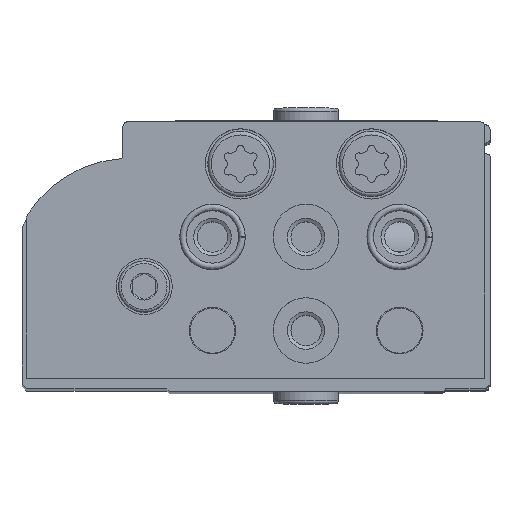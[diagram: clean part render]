
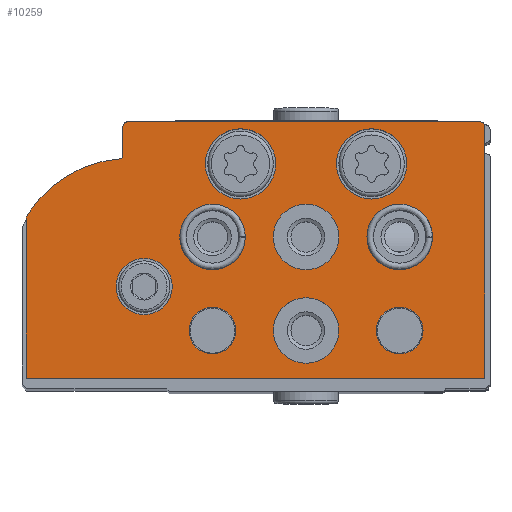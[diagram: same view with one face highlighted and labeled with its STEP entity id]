
A CAD part, top view. The second image highlights one B-rep face of the part: STEP entity #10259.
In plain terms, the highlighted face is planar.
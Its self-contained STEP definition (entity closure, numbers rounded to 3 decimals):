
#309=PLANE('',#11549);
#874=CIRCLE('',#11535,0.5);
#875=CIRCLE('',#11540,1.);
#876=CIRCLE('',#11542,13.);
#877=CIRCLE('',#11544,0.3);
#878=CIRCLE('',#11547,0.5);
#879=CIRCLE('',#11550,3.);
#880=CIRCLE('',#11551,3.75);
#881=CIRCLE('',#11552,3.75);
#882=CIRCLE('',#11553,3.5);
#883=CIRCLE('',#11554,3.5);
#884=CIRCLE('',#11555,3.5);
#885=CIRCLE('',#11556,3.5);
#886=CIRCLE('',#11557,2.5);
#887=CIRCLE('',#11558,2.5);
#1662=LINE('',#17580,#2411);
#1664=LINE('',#17584,#2413);
#1666=LINE('',#17588,#2415);
#1671=LINE('',#17604,#2420);
#1674=LINE('',#17612,#2423);
#2411=VECTOR('',#14240,1000.);
#2413=VECTOR('',#14244,1000.);
#2415=VECTOR('',#14248,1000.);
#2420=VECTOR('',#14267,1000.);
#2423=VECTOR('',#14276,1000.);
#4591=ORIENTED_EDGE('',*,*,#6433,.T.);
#4592=ORIENTED_EDGE('',*,*,#6434,.T.);
#4593=ORIENTED_EDGE('',*,*,#6435,.T.);
#4594=ORIENTED_EDGE('',*,*,#6436,.T.);
#4595=ORIENTED_EDGE('',*,*,#6437,.T.);
#4596=ORIENTED_EDGE('',*,*,#6438,.T.);
#4597=ORIENTED_EDGE('',*,*,#6439,.T.);
#4598=ORIENTED_EDGE('',*,*,#6440,.T.);
#4599=ORIENTED_EDGE('',*,*,#6441,.T.);
#4600=ORIENTED_EDGE('',*,*,#6412,.F.);
#4601=ORIENTED_EDGE('',*,*,#6431,.F.);
#4602=ORIENTED_EDGE('',*,*,#6429,.F.);
#4603=ORIENTED_EDGE('',*,*,#6427,.F.);
#4604=ORIENTED_EDGE('',*,*,#6425,.T.);
#4605=ORIENTED_EDGE('',*,*,#6423,.F.);
#4606=ORIENTED_EDGE('',*,*,#6421,.F.);
#4607=ORIENTED_EDGE('',*,*,#6419,.F.);
#4608=ORIENTED_EDGE('',*,*,#6417,.F.);
#4609=ORIENTED_EDGE('',*,*,#6415,.F.);
#6412=EDGE_CURVE('',#7540,#7541,#874,.T.);
#6415=EDGE_CURVE('',#7541,#7542,#1662,.T.);
#6417=EDGE_CURVE('',#7542,#7543,#1664,.T.);
#6419=EDGE_CURVE('',#7543,#7544,#1666,.T.);
#6421=EDGE_CURVE('',#7544,#7545,#875,.T.);
#6423=EDGE_CURVE('',#7545,#7546,#876,.T.);
#6425=EDGE_CURVE('',#7547,#7546,#877,.T.);
#6427=EDGE_CURVE('',#7547,#7548,#1671,.T.);
#6429=EDGE_CURVE('',#7548,#7549,#878,.T.);
#6431=EDGE_CURVE('',#7549,#7540,#1674,.T.);
#6433=EDGE_CURVE('',#7550,#7550,#879,.T.);
#6434=EDGE_CURVE('',#7551,#7551,#880,.T.);
#6435=EDGE_CURVE('',#7552,#7552,#881,.T.);
#6436=EDGE_CURVE('',#7553,#7553,#882,.T.);
#6437=EDGE_CURVE('',#7554,#7554,#883,.T.);
#6438=EDGE_CURVE('',#7555,#7555,#884,.T.);
#6439=EDGE_CURVE('',#7556,#7556,#885,.T.);
#6440=EDGE_CURVE('',#7557,#7557,#886,.T.);
#6441=EDGE_CURVE('',#7558,#7558,#887,.T.);
#7540=VERTEX_POINT('',#17575);
#7541=VERTEX_POINT('',#17576);
#7542=VERTEX_POINT('',#17581);
#7543=VERTEX_POINT('',#17585);
#7544=VERTEX_POINT('',#17589);
#7545=VERTEX_POINT('',#17593);
#7546=VERTEX_POINT('',#17597);
#7547=VERTEX_POINT('',#17601);
#7548=VERTEX_POINT('',#17605);
#7549=VERTEX_POINT('',#17609);
#7550=VERTEX_POINT('',#17616);
#7551=VERTEX_POINT('',#17618);
#7552=VERTEX_POINT('',#17620);
#7553=VERTEX_POINT('',#17622);
#7554=VERTEX_POINT('',#17624);
#7555=VERTEX_POINT('',#17626);
#7556=VERTEX_POINT('',#17628);
#7557=VERTEX_POINT('',#17630);
#7558=VERTEX_POINT('',#17632);
#8368=EDGE_LOOP('',(#4591));
#8369=EDGE_LOOP('',(#4592));
#8370=EDGE_LOOP('',(#4593));
#8371=EDGE_LOOP('',(#4594));
#8372=EDGE_LOOP('',(#4595));
#8373=EDGE_LOOP('',(#4596));
#8374=EDGE_LOOP('',(#4597));
#8375=EDGE_LOOP('',(#4598));
#8376=EDGE_LOOP('',(#4599));
#8377=EDGE_LOOP('',(#4600,#4601,#4602,#4603,#4604,#4605,#4606,#4607,#4608,
#4609));
#9261=FACE_BOUND('',#8368,.T.);
#9262=FACE_BOUND('',#8369,.T.);
#9263=FACE_BOUND('',#8370,.T.);
#9264=FACE_BOUND('',#8371,.T.);
#9265=FACE_BOUND('',#8372,.T.);
#9266=FACE_BOUND('',#8373,.T.);
#9267=FACE_BOUND('',#8374,.T.);
#9268=FACE_BOUND('',#8375,.T.);
#9269=FACE_BOUND('',#8376,.T.);
#9270=FACE_BOUND('',#8377,.T.);
#10259=ADVANCED_FACE('',(#9261,#9262,#9263,#9264,#9265,#9266,#9267,#9268,
#9269,#9270),#309,.F.);
#11535=AXIS2_PLACEMENT_3D('',#17574,#14234,#14235);
#11540=AXIS2_PLACEMENT_3D('',#17592,#14252,#14253);
#11542=AXIS2_PLACEMENT_3D('',#17596,#14257,#14258);
#11544=AXIS2_PLACEMENT_3D('',#17600,#14262,#14263);
#11547=AXIS2_PLACEMENT_3D('',#17608,#14271,#14272);
#11549=AXIS2_PLACEMENT_3D('',#17614,#14278,#14279);
#11550=AXIS2_PLACEMENT_3D('',#17615,#14280,#14281);
#11551=AXIS2_PLACEMENT_3D('',#17617,#14282,#14283);
#11552=AXIS2_PLACEMENT_3D('',#17619,#14284,#14285);
#11553=AXIS2_PLACEMENT_3D('',#17621,#14286,#14287);
#11554=AXIS2_PLACEMENT_3D('',#17623,#14288,#14289);
#11555=AXIS2_PLACEMENT_3D('',#17625,#14290,#14291);
#11556=AXIS2_PLACEMENT_3D('',#17627,#14292,#14293);
#11557=AXIS2_PLACEMENT_3D('',#17629,#14294,#14295);
#11558=AXIS2_PLACEMENT_3D('',#17631,#14296,#14297);
#14234=DIRECTION('',(0.,0.,1.));
#14235=DIRECTION('',(1.,0.,0.));
#14240=DIRECTION('',(0.,-1.,0.));
#14244=DIRECTION('',(1.,0.,0.));
#14248=DIRECTION('',(0.,1.,0.));
#14252=DIRECTION('',(0.,0.,1.));
#14253=DIRECTION('',(1.,0.,0.));
#14257=DIRECTION('',(0.,0.,1.));
#14258=DIRECTION('',(1.,0.,0.));
#14262=DIRECTION('',(0.,0.,1.));
#14263=DIRECTION('',(1.,0.,0.));
#14267=DIRECTION('',(0.,1.,0.));
#14271=DIRECTION('',(0.,0.,1.));
#14272=DIRECTION('',(1.,0.,0.));
#14276=DIRECTION('',(-1.,0.,0.));
#14278=DIRECTION('',(0.,0.,1.));
#14279=DIRECTION('',(1.,0.,0.));
#14280=DIRECTION('',(0.,0.,1.));
#14281=DIRECTION('',(1.,0.,0.));
#14282=DIRECTION('',(0.,0.,1.));
#14283=DIRECTION('',(1.,0.,0.));
#14284=DIRECTION('',(0.,0.,1.));
#14285=DIRECTION('',(1.,0.,0.));
#14286=DIRECTION('',(0.,0.,1.));
#14287=DIRECTION('',(1.,0.,0.));
#14288=DIRECTION('',(0.,0.,1.));
#14289=DIRECTION('',(1.,0.,0.));
#14290=DIRECTION('',(0.,0.,1.));
#14291=DIRECTION('',(1.,0.,0.));
#14292=DIRECTION('',(0.,0.,1.));
#14293=DIRECTION('',(1.,0.,0.));
#14294=DIRECTION('',(0.,0.,1.));
#14295=DIRECTION('',(1.,0.,0.));
#14296=DIRECTION('',(0.,0.,1.));
#14297=DIRECTION('',(1.,0.,0.));
#17574=CARTESIAN_POINT('',(0.5,26.9,0.));
#17575=CARTESIAN_POINT('',(0.5,27.4,0.));
#17576=CARTESIAN_POINT('',(0.,26.9,0.));
#17580=CARTESIAN_POINT('',(0.,26.9,0.));
#17581=CARTESIAN_POINT('',(0.,0.,0.));
#17584=CARTESIAN_POINT('',(0.,0.,0.));
#17585=CARTESIAN_POINT('',(49.,0.,0.));
#17588=CARTESIAN_POINT('',(49.,0.,0.));
#17589=CARTESIAN_POINT('',(49.,16.98,0.));
#17592=CARTESIAN_POINT('',(48.,16.98,0.));
#17593=CARTESIAN_POINT('',(48.842,17.52,0.));
#17596=CARTESIAN_POINT('',(37.9,10.5,0.));
#17597=CARTESIAN_POINT('',(38.936,23.459,0.));
#17600=CARTESIAN_POINT('',(38.96,23.758,0.));
#17601=CARTESIAN_POINT('',(38.66,23.758,0.));
#17604=CARTESIAN_POINT('',(38.66,23.758,0.));
#17605=CARTESIAN_POINT('',(38.66,26.9,0.));
#17608=CARTESIAN_POINT('',(38.16,26.9,0.));
#17609=CARTESIAN_POINT('',(38.16,27.4,0.));
#17612=CARTESIAN_POINT('',(38.16,27.4,0.));
#17614=CARTESIAN_POINT('',(0.5,26.9,0.));
#17615=CARTESIAN_POINT('',(36.4,9.8,0.));
#17616=CARTESIAN_POINT('',(39.4,9.8,0.));
#17617=CARTESIAN_POINT('',(26.1,22.9,0.));
#17618=CARTESIAN_POINT('',(29.85,22.9,0.));
#17619=CARTESIAN_POINT('',(12.1,22.9,0.));
#17620=CARTESIAN_POINT('',(15.85,22.9,0.));
#17621=CARTESIAN_POINT('',(29.1,15.1,0.));
#17622=CARTESIAN_POINT('',(32.6,15.1,0.));
#17623=CARTESIAN_POINT('',(19.1,15.1,0.));
#17624=CARTESIAN_POINT('',(22.6,15.1,0.));
#17625=CARTESIAN_POINT('',(9.1,15.1,0.));
#17626=CARTESIAN_POINT('',(12.6,15.1,0.));
#17627=CARTESIAN_POINT('',(19.1,5.1,0.));
#17628=CARTESIAN_POINT('',(22.6,5.1,0.));
#17629=CARTESIAN_POINT('',(29.1,5.1,0.));
#17630=CARTESIAN_POINT('',(31.6,5.1,0.));
#17631=CARTESIAN_POINT('',(9.1,5.1,0.));
#17632=CARTESIAN_POINT('',(11.6,5.1,0.));
